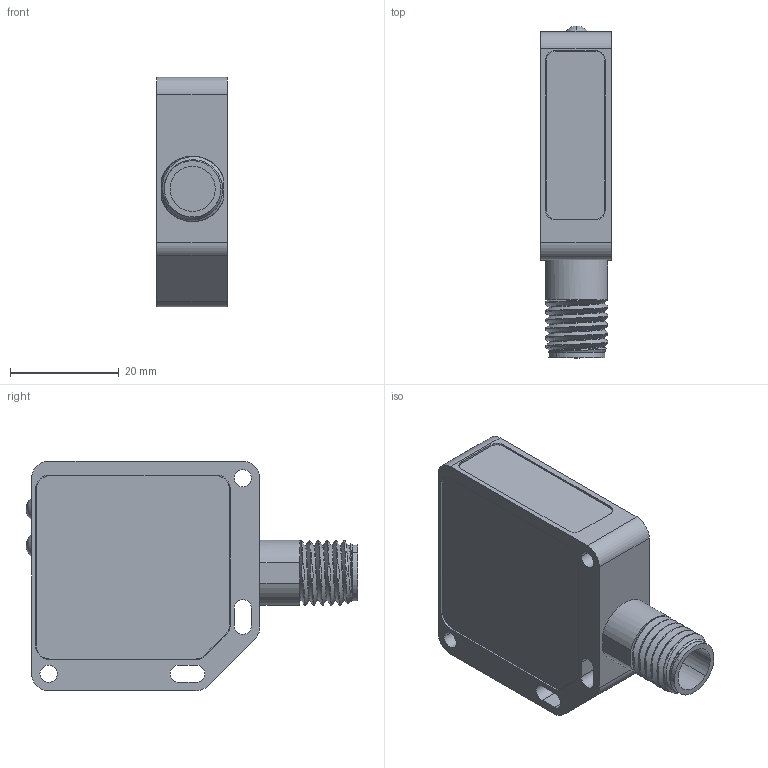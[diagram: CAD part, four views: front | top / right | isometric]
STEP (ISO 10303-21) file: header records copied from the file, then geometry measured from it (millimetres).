
FILE_DESCRIPTION((''),'2;1');
FILE_NAME('194036_ASM','2016-04-05T',('PDMAdmin'),(''),'PRO/ENGINEER BY PARAMETRIC TECHNOLOGY CORPORATION, 2013230','PRO/ENGINEER BY PARAMETRIC TECHNOLOGY CORPORATION, 2013230','');
FILE_SCHEMA(('CONFIG_CONTROL_DESIGN'));
Length unit declared in the file: inch
Products named in the file (9): 50122; 62333_AF0; 08427_AF0; 44439_AF0_ASM; 50127; 44169; 48940; POTREC; 194036_ASM
Assembly tree (8 placements, depth 3):
  194036_ASM
    44439_AF0_ASM
      50122
      62333_AF0
      08427_AF0
    50127
    44169
    48940
    POTREC
Bounding box: 12.93 x 60.93 x 42.14 mm (x, y, z)
Volume: 10587.9 mm3; surface area: 14312.5 mm2
Topology: 7 solids, 8 shells, 391 faces, 1015 edges, 661 vertices
Faces by surface type: plane 204, cylinder 146, bspline 14, cone 13, sphere 8, torus 6
Entity records: 15628 total; most frequent: CARTESIAN_POINT 5772, DIRECTION 2012, ORIENTED_EDGE 2010, EDGE_CURVE 1007, AXIS2_PLACEMENT_3D 710, VERTEX_POINT 661, VECTOR 592, LINE 592
